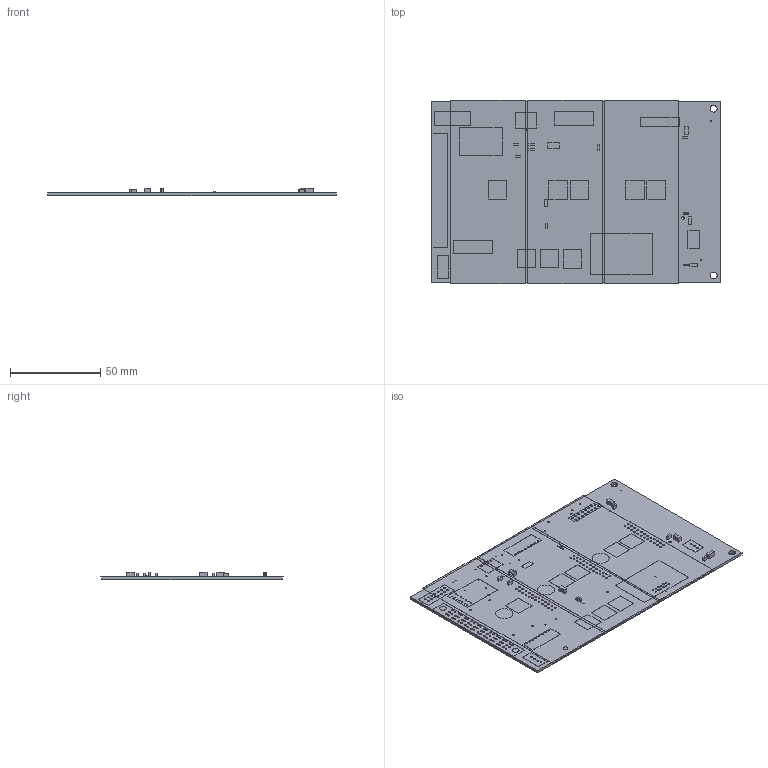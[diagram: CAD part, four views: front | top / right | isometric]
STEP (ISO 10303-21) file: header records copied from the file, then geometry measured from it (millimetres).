
FILE_DESCRIPTION(/* description */ (''),/* implementation_level */ '2;1');
FILE_NAME(/* name */ '75088ac7-329c-430c-a3dd-d6d7a0fb7fc5.stp',/* time_stamp */ '2022-11-11T10:29:41Z',/* author */ (''),/* organization */ (''),/* preprocessor_version */ 'ST-DEVELOPER v19.2',/* originating_system */ 'Autodesk Translation Framework v11.17.0.187',/* authorisation */ '');
FILE_SCHEMA (('AUTOMOTIVE_DESIGN { 1 0 10303 214 3 1 1 }'));
Length unit declared in the file: millimetre
Products named in the file (20): 75088ac7-329c-430c-a3dd-d6d7a0fb7fc5; PCB Component; Board; 0.1uF; 330uF; PXC-PTSM-04-RA-1778641; 0.5A/40V/420mV; MPPT-10-01-01-L-RA-SD; 6-32-HOLE; PXC-8-RA-1778683; 1500; BACKPLANE_ESC_ADAPTER_PWRBKP; DISCRETECOMPONENTS_SW_2512; BACKPLANE-DISTRIBUTION; BACKPLANE->DATACONV; BACKPLANE_CONNECTORSBKP; LED_3MM; 8X_CONN; IPL1-103-01-L-S-K; IPL1-104-01-X-S-K
Assembly tree (39 placements, depth 3):
  75088ac7-329c-430c-a3dd-d6d7a0fb7fc5
    PCB Component
      Board
      0.1uF
      330uF  x8
      PXC-PTSM-04-RA-1778641
      0.5A/40V/420mV
      MPPT-10-01-01-L-RA-SD
      6-32-HOLE  x2
      PXC-8-RA-1778683  x2
      1500  x7
      BACKPLANE_ESC_ADAPTER_PWRBKP  x3
      DISCRETECOMPONENTS_SW_2512
      BACKPLANE-DISTRIBUTION
      BACKPLANE->DATACONV
      BACKPLANE_CONNECTORSBKP
      LED_3MM  x4
      8X_CONN
      IPL1-103-01-L-S-K
      IPL1-104-01-X-S-K
Bounding box: 160 x 101.6 x 4.16 mm (x, y, z)
Volume: 26149.9 mm3; surface area: 65817.9 mm2
Topology: 36 solids, 36 shells, 486 faces, 1242 edges, 828 vertices
Faces by surface type: cylinder 270, plane 216
Full cylindrical faces by diameter (mm): 0.35 x14, 0.4 x1, 0.64 x14, 0.79 x12, 0.8 x23, 0.813 x8, 1 x16, 1.016 x88, 1.02 x21, 1.04 x60, 1.1 x4, 1.295 x1, 2.54 x1, 3.6 x2, 3.81 x2, 9.525 x3
Entity records: 14203 total; most frequent: DIRECTION 2416, CARTESIAN_POINT 2121, ORIENTED_EDGE 2028, EDGE_CURVE 1014, AXIS2_PLACEMENT_3D 971, EDGE_LOOP 912, VERTEX_POINT 676, FACE_BOUND 540
